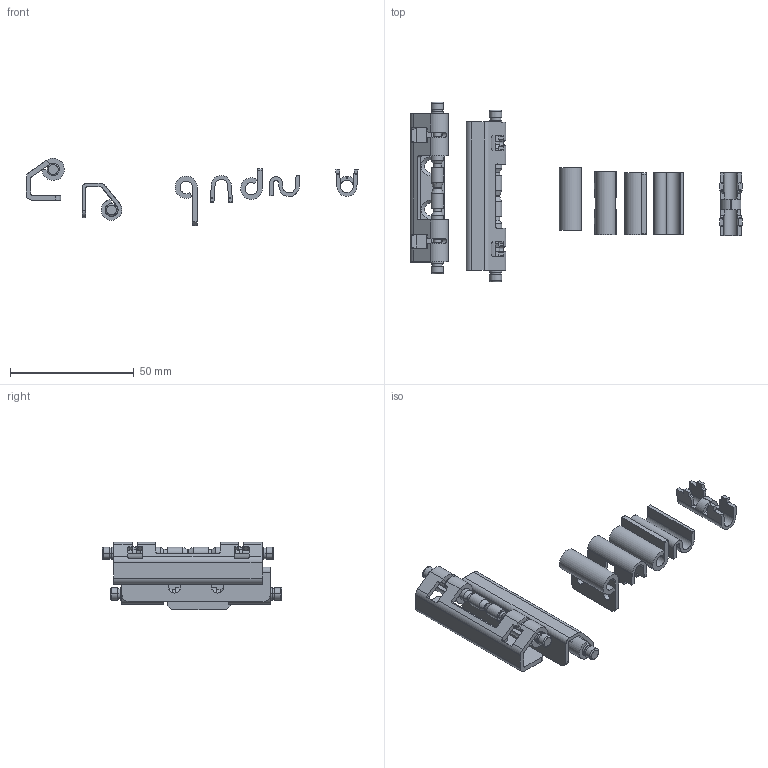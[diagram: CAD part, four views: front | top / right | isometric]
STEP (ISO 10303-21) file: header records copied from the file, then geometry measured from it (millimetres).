
FILE_DESCRIPTION(/* description */ (''),/* implementation_level */ '2;1');
FILE_NAME(/* name */ 'JL027',/* time_stamp */ '2026-03-28T08:26:26+08:00',/* author */ (''),/* organization */ (''),/* preprocessor_version */ 'ST-DEVELOPER v19.2',/* originating_system */ 'Rhino 8.5',/* authorisation */ '');
FILE_SCHEMA (('CONFIG_CONTROL_DESIGN'));
Length unit declared in the file: millimetre
Products named in the file (1): Document
Bounding box: 134.35 x 72.76 x 27.26 mm (x, y, z)
Volume: 15261.1 mm3; surface area: 19463.7 mm2
Topology: 11 solids, 11 shells, 429 faces, 1121 edges, 722 vertices
Faces by surface type: plane 201, cylinder 182, bspline 46
Entity records: 16224 total; most frequent: CARTESIAN_POINT 7541, ORIENTED_EDGE 2242, EDGE_CURVE 1121, DIRECTION 931, VERTEX_POINT 722, AXIS2_PLACEMENT_3D 657, B_SPLINE_CURVE_WITH_KNOTS 629, EDGE_LOOP 457
